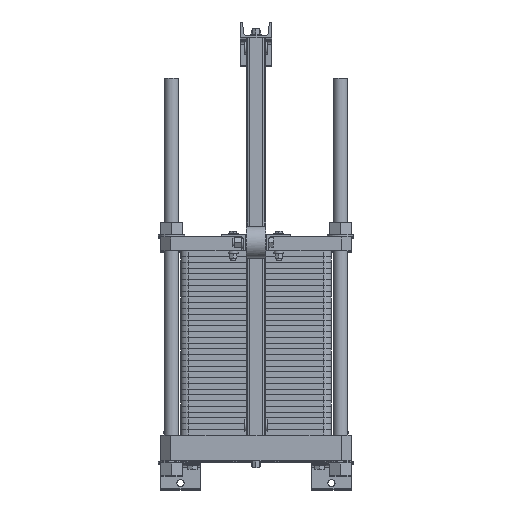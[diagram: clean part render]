
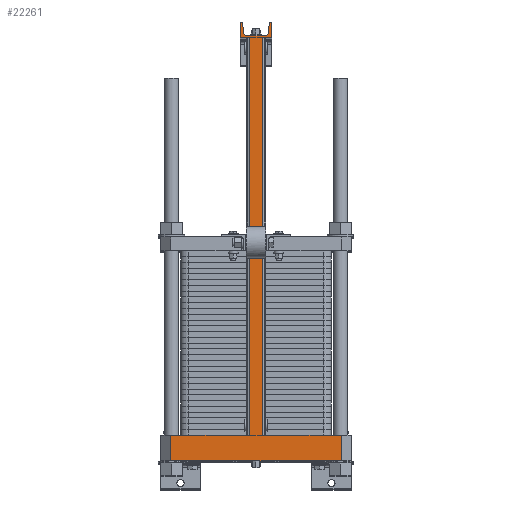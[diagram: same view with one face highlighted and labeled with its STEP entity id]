
A CAD part, top view. The second image highlights one B-rep face of the part: STEP entity #22261.
In plain terms, the highlighted planar face has unit normal (0, 0, 1).
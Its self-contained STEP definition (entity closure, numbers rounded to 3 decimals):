
#3220=LINE('',#33512,#5718);
#3234=LINE('',#33642,#5732);
#3235=LINE('',#33644,#5733);
#3236=LINE('',#33646,#5734);
#3237=LINE('',#33648,#5735);
#3238=LINE('',#33650,#5736);
#3239=LINE('',#33652,#5737);
#3240=LINE('',#33654,#5738);
#3241=LINE('',#33656,#5739);
#3242=LINE('',#33658,#5740);
#3243=LINE('',#33662,#5741);
#3244=LINE('',#33666,#5742);
#3245=LINE('',#33670,#5743);
#3246=LINE('',#33674,#5744);
#3247=LINE('',#33676,#5745);
#3248=LINE('',#33677,#5746);
#5718=VECTOR('',#25942,1.);
#5732=VECTOR('',#26030,10.);
#5733=VECTOR('',#26031,10.);
#5734=VECTOR('',#26032,10.);
#5735=VECTOR('',#26033,10.);
#5736=VECTOR('',#26034,10.);
#5737=VECTOR('',#26035,10.);
#5738=VECTOR('',#26036,10.);
#5739=VECTOR('',#26037,10.);
#5740=VECTOR('',#26038,10.);
#5741=VECTOR('',#26041,10.);
#5742=VECTOR('',#26044,10.);
#5743=VECTOR('',#26047,10.);
#5744=VECTOR('',#26050,10.);
#5745=VECTOR('',#26051,10.);
#5746=VECTOR('',#26052,10.);
#8192=PLANE('',#23403);
#9278=FACE_OUTER_BOUND('',#10341,.T.);
#10341=EDGE_LOOP('',(#17331,#17332,#17333,#17334,#17335,#17336,#17337,#17338,
#17339,#17340,#17341,#17342,#17343,#17344,#17345,#17346,#17347,#17348,#17349,
#17350));
#11705=CIRCLE('',#23404,4.);
#11706=CIRCLE('',#23405,8.);
#11707=CIRCLE('',#23406,8.);
#11708=CIRCLE('',#23407,4.);
#13123=VERTEX_POINT('',#33509);
#13124=VERTEX_POINT('',#33511);
#13155=VERTEX_POINT('',#33641);
#13156=VERTEX_POINT('',#33643);
#13157=VERTEX_POINT('',#33645);
#13158=VERTEX_POINT('',#33647);
#13159=VERTEX_POINT('',#33649);
#13160=VERTEX_POINT('',#33651);
#13161=VERTEX_POINT('',#33653);
#13162=VERTEX_POINT('',#33655);
#13163=VERTEX_POINT('',#33657);
#13164=VERTEX_POINT('',#33659);
#13165=VERTEX_POINT('',#33661);
#13166=VERTEX_POINT('',#33663);
#13167=VERTEX_POINT('',#33665);
#13168=VERTEX_POINT('',#33667);
#13169=VERTEX_POINT('',#33669);
#13170=VERTEX_POINT('',#33671);
#13171=VERTEX_POINT('',#33673);
#13172=VERTEX_POINT('',#33675);
#14807=EDGE_CURVE('',#13124,#13123,#3220,.T.);
#14847=EDGE_CURVE('',#13123,#13155,#3234,.T.);
#14848=EDGE_CURVE('',#13155,#13156,#3235,.T.);
#14849=EDGE_CURVE('',#13157,#13156,#3236,.T.);
#14850=EDGE_CURVE('',#13158,#13157,#3237,.T.);
#14851=EDGE_CURVE('',#13158,#13159,#3238,.T.);
#14852=EDGE_CURVE('',#13159,#13160,#3239,.T.);
#14853=EDGE_CURVE('',#13160,#13161,#3240,.T.);
#14854=EDGE_CURVE('',#13161,#13162,#3241,.T.);
#14855=EDGE_CURVE('',#13162,#13163,#3242,.T.);
#14856=EDGE_CURVE('',#13163,#13164,#11705,.T.);
#14857=EDGE_CURVE('',#13164,#13165,#3243,.T.);
#14858=EDGE_CURVE('',#13165,#13166,#11706,.T.);
#14859=EDGE_CURVE('',#13166,#13167,#3244,.T.);
#14860=EDGE_CURVE('',#13167,#13168,#11707,.T.);
#14861=EDGE_CURVE('',#13168,#13169,#3245,.T.);
#14862=EDGE_CURVE('',#13169,#13170,#11708,.T.);
#14863=EDGE_CURVE('',#13170,#13171,#3246,.T.);
#14864=EDGE_CURVE('',#13171,#13172,#3247,.T.);
#14865=EDGE_CURVE('',#13172,#13124,#3248,.T.);
#17331=ORIENTED_EDGE('',*,*,#14807,.T.);
#17332=ORIENTED_EDGE('',*,*,#14847,.T.);
#17333=ORIENTED_EDGE('',*,*,#14848,.T.);
#17334=ORIENTED_EDGE('',*,*,#14849,.F.);
#17335=ORIENTED_EDGE('',*,*,#14850,.F.);
#17336=ORIENTED_EDGE('',*,*,#14851,.T.);
#17337=ORIENTED_EDGE('',*,*,#14852,.T.);
#17338=ORIENTED_EDGE('',*,*,#14853,.T.);
#17339=ORIENTED_EDGE('',*,*,#14854,.T.);
#17340=ORIENTED_EDGE('',*,*,#14855,.T.);
#17341=ORIENTED_EDGE('',*,*,#14856,.T.);
#17342=ORIENTED_EDGE('',*,*,#14857,.T.);
#17343=ORIENTED_EDGE('',*,*,#14858,.T.);
#17344=ORIENTED_EDGE('',*,*,#14859,.T.);
#17345=ORIENTED_EDGE('',*,*,#14860,.T.);
#17346=ORIENTED_EDGE('',*,*,#14861,.T.);
#17347=ORIENTED_EDGE('',*,*,#14862,.T.);
#17348=ORIENTED_EDGE('',*,*,#14863,.T.);
#17349=ORIENTED_EDGE('',*,*,#14864,.T.);
#17350=ORIENTED_EDGE('',*,*,#14865,.T.);
#22261=ADVANCED_FACE('',(#9278),#8192,.T.);
#23403=AXIS2_PLACEMENT_3D('',#33640,#26028,#26029);
#23404=AXIS2_PLACEMENT_3D('',#33660,#26039,#26040);
#23405=AXIS2_PLACEMENT_3D('',#33664,#26042,#26043);
#23406=AXIS2_PLACEMENT_3D('',#33668,#26045,#26046);
#23407=AXIS2_PLACEMENT_3D('',#33672,#26048,#26049);
#25942=DIRECTION('',(0.,-1.,0.));
#26028=DIRECTION('center_axis',(0.,0.,
1.));
#26029=DIRECTION('ref_axis',(-1.,0.,0.));
#26030=DIRECTION('',(-1.,0.,0.));
#26031=DIRECTION('',(0.,-1.,0.));
#26032=DIRECTION('',(-1.,0.,0.));
#26033=DIRECTION('',(0.,-1.,0.));
#26034=DIRECTION('',(-1.,0.,0.));
#26035=DIRECTION('',(0.,1.,0.));
#26036=DIRECTION('',(1.,0.,0.));
#26037=DIRECTION('',(0.,1.,0.));
#26038=DIRECTION('',(-1.,0.,0.));
#26039=DIRECTION('center_axis',(0.,0.,1.));
#26040=DIRECTION('ref_axis',(0.,1.,0.));
#26041=DIRECTION('',(-0.091,-0.996,0.));
#26042=DIRECTION('center_axis',(0.,0.,-1.));
#26043=DIRECTION('ref_axis',(0.,1.,0.));
#26044=DIRECTION('',(-1.,0.,0.));
#26045=DIRECTION('center_axis',(0.,0.,-1.));
#26046=DIRECTION('ref_axis',(0.996,0.091,0.));
#26047=DIRECTION('',(-0.091,0.996,0.));
#26048=DIRECTION('center_axis',(0.,0.,1.));
#26049=DIRECTION('ref_axis',(0.996,0.091,0.));
#26050=DIRECTION('',(-1.,0.,0.));
#26051=DIRECTION('',(0.,-1.,0.));
#26052=DIRECTION('',(1.,0.,0.));
#33509=CARTESIAN_POINT('',(-16.2,0.,1754.));
#33511=CARTESIAN_POINT('',(-16.2,1000.,1754.));
#33512=CARTESIAN_POINT('',(-16.2,761.,1754.));
#33640=CARTESIAN_POINT('Origin',(215.,0.,1754.));
#33641=CARTESIAN_POINT('',(-215.,0.,1754.));
#33642=CARTESIAN_POINT('',(215.,0.,1754.));
#33643=CARTESIAN_POINT('',(-215.,-65.,1754.));
#33644=CARTESIAN_POINT('',(-215.,0.,1754.));
#33645=CARTESIAN_POINT('',(215.,-65.,1754.));
#33646=CARTESIAN_POINT('',(215.,-65.,1754.));
#33647=CARTESIAN_POINT('',(215.,0.,1754.));
#33648=CARTESIAN_POINT('',(215.,0.,1754.));
#33649=CARTESIAN_POINT('',(16.2,0.,1754.));
#33650=CARTESIAN_POINT('',(215.,0.,1754.));
#33651=CARTESIAN_POINT('',(16.2,1000.,1754.));
#33652=CARTESIAN_POINT('',(16.2,0.,1754.));
#33653=CARTESIAN_POINT('',(40.,1000.,1754.));
#33654=CARTESIAN_POINT('',(-40.,1000.,1754.));
#33655=CARTESIAN_POINT('',(40.,1040.,1754.));
#33656=CARTESIAN_POINT('',(40.,1000.,1754.));
#33657=CARTESIAN_POINT('',(37.45,1040.,1754.));
#33658=CARTESIAN_POINT('',(40.,1040.,1754.));
#33659=CARTESIAN_POINT('',(33.466,1036.366,1754.));
#33660=CARTESIAN_POINT('Origin',(37.45,1036.,1754.));
#33661=CARTESIAN_POINT('',(31.347,1013.269,1754.));
#33662=CARTESIAN_POINT('',(33.466,1036.366,1754.));
#33663=CARTESIAN_POINT('',(23.381,1006.,1754.));
#33664=CARTESIAN_POINT('Origin',(23.381,1014.,1754.));
#33665=CARTESIAN_POINT('',(-23.381,1006.,1754.));
#33666=CARTESIAN_POINT('',(23.381,1006.,1754.));
#33667=CARTESIAN_POINT('',(-31.347,1013.269,1754.));
#33668=CARTESIAN_POINT('Origin',(-23.381,1014.,1754.));
#33669=CARTESIAN_POINT('',(-33.466,1036.366,1754.));
#33670=CARTESIAN_POINT('',(-31.347,1013.269,1754.));
#33671=CARTESIAN_POINT('',(-37.45,1040.,1754.));
#33672=CARTESIAN_POINT('Origin',(-37.45,1036.,1754.));
#33673=CARTESIAN_POINT('',(-40.,1040.,1754.));
#33674=CARTESIAN_POINT('',(-37.45,1040.,1754.));
#33675=CARTESIAN_POINT('',(-40.,1000.,1754.));
#33676=CARTESIAN_POINT('',(-40.,1040.,1754.));
#33677=CARTESIAN_POINT('',(-40.,1000.,1754.));
